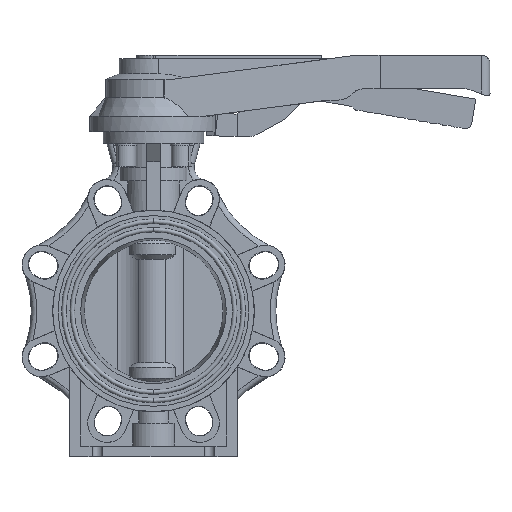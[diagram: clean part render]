
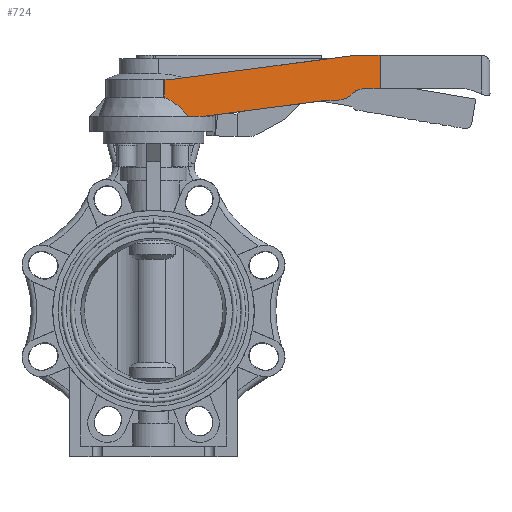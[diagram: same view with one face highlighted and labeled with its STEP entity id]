
A CAD part, front view. The second image highlights one B-rep face of the part: STEP entity #724.
In plain terms, the highlighted planar face has unit normal (0.135, -0.991, 0).
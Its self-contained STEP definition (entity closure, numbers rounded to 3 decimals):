
#724=ADVANCED_FACE('',(#1951),#1952,.F.);
#1951=FACE_OUTER_BOUND('',#3717,.T.);
#1952=PLANE('',#3718);
#3717=EDGE_LOOP('',(#5913,#5914,#5915,#5916,#5917,#5918,#5919,#5920,#5921,#5922,#5923,#5924,#5925,#5926));
#3718=AXIS2_PLACEMENT_3D('',#5927,#5928,#5929);
#5913=ORIENTED_EDGE('',*,*,#11246,.F.);
#5914=ORIENTED_EDGE('',*,*,#11247,.F.);
#5915=ORIENTED_EDGE('',*,*,#11248,.F.);
#5916=ORIENTED_EDGE('',*,*,#11249,.F.);
#5917=ORIENTED_EDGE('',*,*,#11250,.F.);
#5918=ORIENTED_EDGE('',*,*,#11251,.F.);
#5919=ORIENTED_EDGE('',*,*,#11252,.F.);
#5920=ORIENTED_EDGE('',*,*,#11253,.F.);
#5921=ORIENTED_EDGE('',*,*,#11254,.F.);
#5922=ORIENTED_EDGE('',*,*,#11255,.F.);
#5923=ORIENTED_EDGE('',*,*,#11256,.F.);
#5924=ORIENTED_EDGE('',*,*,#11257,.F.);
#5925=ORIENTED_EDGE('',*,*,#11258,.F.);
#5926=ORIENTED_EDGE('',*,*,#11259,.T.);
#5927=CARTESIAN_POINT('',(103.936,-28.578,276.939));
#5928=DIRECTION('',(-0.135,0.991,0.0));
#5929=DIRECTION('',(0.991,0.135,0.0));
#11246=EDGE_CURVE('',#13786,#13787,#13788,.T.);
#11247=EDGE_CURVE('',#13789,#13786,#13790,.T.);
#11248=EDGE_CURVE('',#13791,#13789,#13792,.T.);
#11249=EDGE_CURVE('',#13793,#13791,#13794,.T.);
#11250=EDGE_CURVE('',#13795,#13793,#13796,.T.);
#11251=EDGE_CURVE('',#13797,#13795,#13798,.T.);
#11252=EDGE_CURVE('',#13799,#13797,#13800,.T.);
#11253=EDGE_CURVE('',#13801,#13799,#13802,.T.);
#11254=EDGE_CURVE('',#13803,#13801,#13804,.T.);
#11255=EDGE_CURVE('',#13805,#13803,#13806,.T.);
#11256=EDGE_CURVE('',#13807,#13805,#13808,.T.);
#11257=EDGE_CURVE('',#13809,#13807,#13810,.T.);
#11258=EDGE_CURVE('',#13811,#13809,#13812,.T.);
#11259=EDGE_CURVE('',#13811,#13787,#13813,.T.);
#13786=VERTEX_POINT('',#18454);
#13787=VERTEX_POINT('',#18455);
#13788=LINE('',#18456,#18457);
#13789=VERTEX_POINT('',#18458);
#13790=LINE('',#18459,#18460);
#13791=VERTEX_POINT('',#18461);
#13792=LINE('',#18462,#18463);
#13793=VERTEX_POINT('',#18464);
#13794=LINE('',#18465,#18466);
#13795=VERTEX_POINT('',#18467);
#13796=ELLIPSE('',#18468,15.139,15.);
#13797=VERTEX_POINT('',#18469);
#13798=LINE('',#18470,#18471);
#13799=VERTEX_POINT('',#18472);
#13800=ELLIPSE('',#18473,15.139,15.);
#13801=VERTEX_POINT('',#18474);
#13802=LINE('',#18475,#18476);
#13803=VERTEX_POINT('',#18477);
#13804=LINE('',#18478,#18479);
#13805=VERTEX_POINT('',#18480);
#13806=LINE('',#18481,#18482);
#13807=VERTEX_POINT('',#18483);
#13808=LINE('',#18484,#18485);
#13809=VERTEX_POINT('',#18486);
#13810=LINE('',#18487,#18488);
#13811=VERTEX_POINT('',#18489);
#13812=LINE('',#18490,#18491);
#13813=(B_SPLINE_CURVE(2,(#18493,#18494,#18495),.UNSPECIFIED.,.F.,.F.)B_SPLINE_CURVE_WITH_KNOTS((3,3),(0.0,31.392),.UNSPECIFIED.)RATIONAL_B_SPLINE_CURVE((1.0,1.04,1.0))BOUNDED_CURVE()REPRESENTATION_ITEM('')GEOMETRIC_REPRESENTATION_ITEM()CURVE());
#18454=CARTESIAN_POINT('',(43.509,-36.824,173.5));
#18455=CARTESIAN_POINT('',(30.637,-38.58,173.5));
#18456=CARTESIAN_POINT('',(54.832,-35.279,173.5));
#18457=VECTOR('',#24236,1.0);
#18458=CARTESIAN_POINT('',(43.509,-36.824,173.387));
#18459=CARTESIAN_POINT('',(43.509,-36.824,173.28));
#18460=VECTOR('',#24237,1.0);
#18461=CARTESIAN_POINT('',(156.371,-21.423,188.061));
#18462=CARTESIAN_POINT('',(111.974,-27.481,182.288));
#18463=VECTOR('',#24238,1.0);
#18464=CARTESIAN_POINT('',(165.158,-20.224,188.061));
#18465=CARTESIAN_POINT('',(136.516,-24.132,188.061));
#18466=VECTOR('',#24239,1.0);
#18467=CARTESIAN_POINT('',(175.764,-18.777,192.454));
#18468=AXIS2_PLACEMENT_3D('',#24240,#24241,#24242);
#18469=CARTESIAN_POINT('',(176.978,-18.611,193.667));
#18470=CARTESIAN_POINT('',(180.901,-18.076,197.591));
#18471=VECTOR('',#24243,1.0);
#18472=CARTESIAN_POINT('',(187.584,-17.164,198.061));
#18473=AXIS2_PLACEMENT_3D('',#24244,#24245,#24246);
#18474=CARTESIAN_POINT('',(201.975,-15.2,198.061));
#18475=CARTESIAN_POINT('',(171.626,-19.341,198.061));
#18476=VECTOR('',#24247,1.0);
#18477=CARTESIAN_POINT('',(201.975,-15.2,227.849));
#18478=CARTESIAN_POINT('',(201.975,-15.2,276.939));
#18479=VECTOR('',#24248,1.0);
#18480=CARTESIAN_POINT('',(178.975,-18.338,227.849));
#18481=CARTESIAN_POINT('',(173.317,-19.111,227.849));
#18482=VECTOR('',#24249,1.0);
#18483=CARTESIAN_POINT('',(17.946,-40.312,206.656));
#18484=CARTESIAN_POINT('',(109.6,-27.805,218.718));
#18485=VECTOR('',#24250,1.0);
#18486=CARTESIAN_POINT('',(10.203,-41.369,206.656));
#18487=CARTESIAN_POINT('',(62.007,-34.299,206.656));
#18488=VECTOR('',#24251,1.0);
#18489=CARTESIAN_POINT('',(10.203,-41.369,189.765));
#18490=CARTESIAN_POINT('',(10.203,-41.369,240.163));
#18491=VECTOR('',#24252,1.0);
#18493=CARTESIAN_POINT('',(5.897,-41.956,190.35));
#18494=CARTESIAN_POINT('',(17.474,-40.376,190.236));
#18495=CARTESIAN_POINT('',(30.985,-38.533,173.061));
#24236=DIRECTION('',(-0.991,-0.135,0.0));
#24237=DIRECTION('',(0.0,0.0,1.0));
#24238=DIRECTION('',(-0.983,-0.134,-0.128));
#24239=DIRECTION('',(-0.991,-0.135,-0.0));
#24240=CARTESIAN_POINT('',(165.158,-20.224,203.061));
#24241=DIRECTION('',(-0.135,0.991,0.));
#24242=DIRECTION('',(0.991,0.135,0.));
#24243=DIRECTION('',(-0.704,-0.096,-0.704));
#24244=CARTESIAN_POINT('',(187.584,-17.164,183.061));
#24245=DIRECTION('',(0.135,-0.991,0.0));
#24246=DIRECTION('',(-0.991,-0.135,0.));
#24247=DIRECTION('',(-0.991,-0.135,-0.0));
#24248=DIRECTION('',(0.0,0.0,-1.0));
#24249=DIRECTION('',(0.991,0.135,-0.0));
#24250=DIRECTION('',(0.982,0.134,0.129));
#24251=DIRECTION('',(0.991,0.135,-0.0));
#24252=DIRECTION('',(0.0,0.0,1.0));
